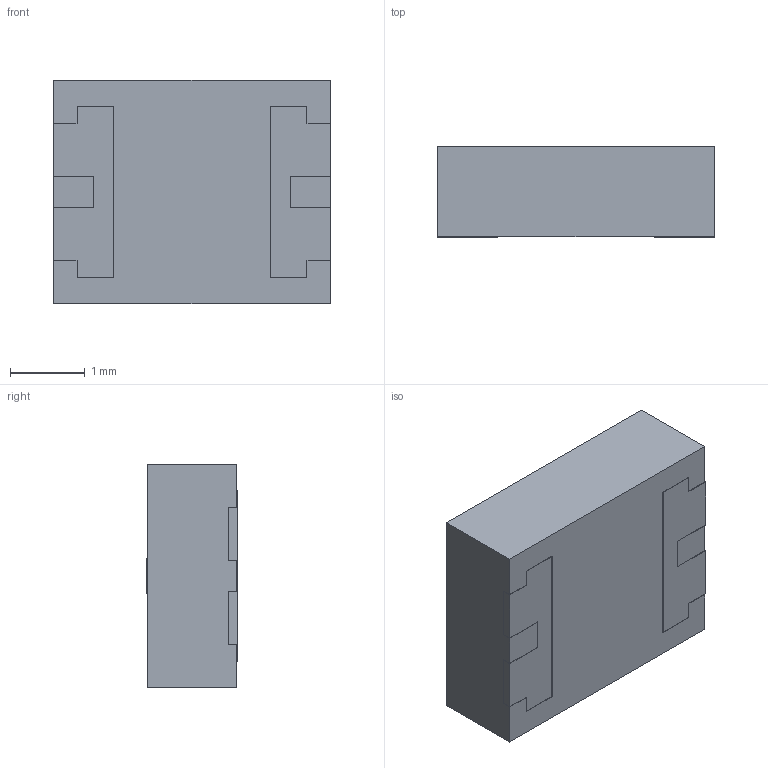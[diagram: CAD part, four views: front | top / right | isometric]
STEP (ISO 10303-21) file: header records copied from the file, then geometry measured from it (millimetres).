
FILE_DESCRIPTION (( 'STEP AP214' ), '1' );
FILE_NAME ('CTS_TFD_3528_L3.7W3H1.2S0.8F2.3.STEP', '2021-07-15T19:44:31', ( '' ), ( '' ), 'SwSTEP 2.0', 'SolidWorks 2020', '' );
FILE_SCHEMA (( 'AUTOMOTIVE_DESIGN' ));
Length unit declared in the file: millimetre
Products named in the file (1): CTS_TFD_3528_L3.7W3H1.2S0.8F2.3
Bounding box: 3.71 x 1.21 x 3 mm (x, y, z)
Volume: 13.3 mm3; surface area: 39.8 mm2
Topology: 4 solids, 4 shells, 95 faces, 261 edges, 174 vertices
Faces by surface type: plane 95
Entity records: 3104 total; most frequent: CARTESIAN_POINT 531, ORIENTED_EDGE 522, DIRECTION 453, VECTOR 261, EDGE_CURVE 261, LINE 261, VERTEX_POINT 174, AXIS2_PLACEMENT_3D 96
